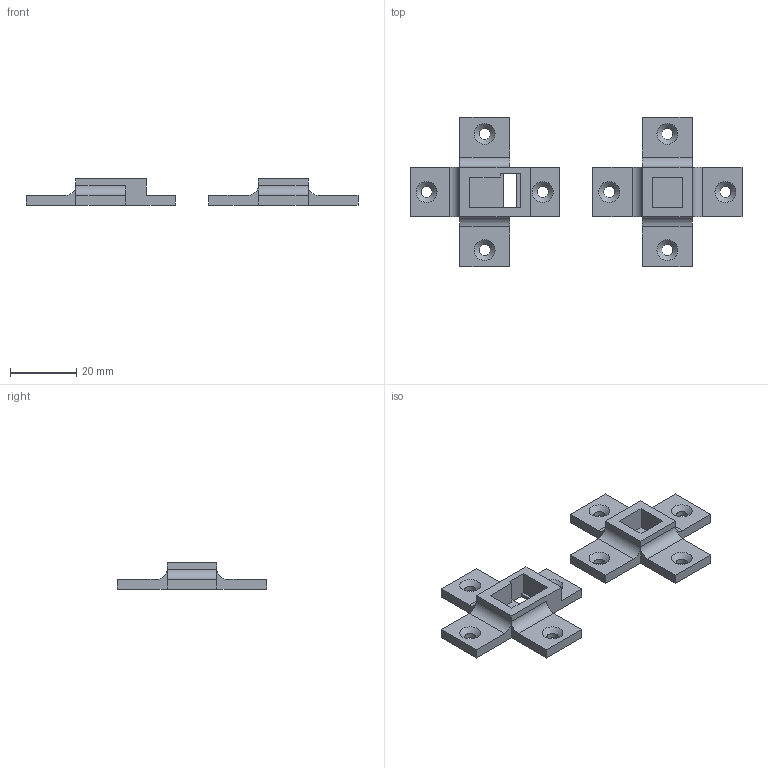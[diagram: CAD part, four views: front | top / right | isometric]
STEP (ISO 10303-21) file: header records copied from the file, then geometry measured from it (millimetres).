
FILE_DESCRIPTION(/* description */ (''),/* implementation_level */ '2;1');
FILE_NAME(/* name */ 'post_mount_test.step',/* time_stamp */ '2024-06-15T13:28:13+02:00',/* author */ (''),/* organization */ (''),/* preprocessor_version */ 'ST-DEVELOPER v20',/* originating_system */ 'Autodesk Translation Framework v13.14.0.145',/* authorisation */ '');
FILE_SCHEMA (('AUTOMOTIVE_DESIGN { 1 0 10303 214 3 1 1 }'));
Length unit declared in the file: millimetre
Products named in the file (1): post_mount_test
Bounding box: 100 x 45 x 8 mm (x, y, z)
Volume: 7675.8 mm3; surface area: 6755 mm2
Topology: 2 solids, 2 shells, 80 faces, 199 edges, 124 vertices
Faces by surface type: plane 57, cylinder 15, cone 8
Full cylindrical faces by diameter (mm): 3.4 x8
Entity records: 2401 total; most frequent: CARTESIAN_POINT 404, DIRECTION 399, ORIENTED_EDGE 398, EDGE_CURVE 199, LINE 161, VECTOR 161, VERTEX_POINT 124, AXIS2_PLACEMENT_3D 119
